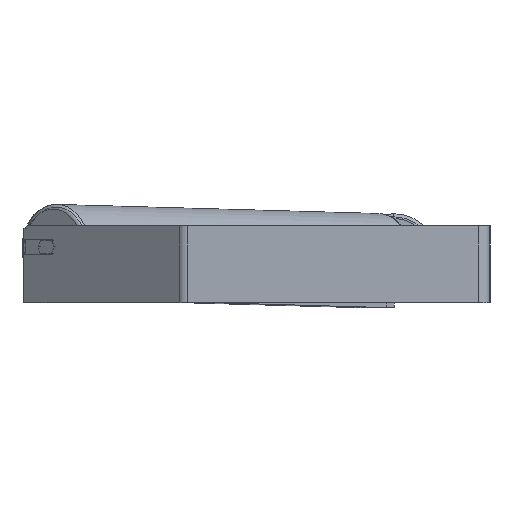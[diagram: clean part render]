
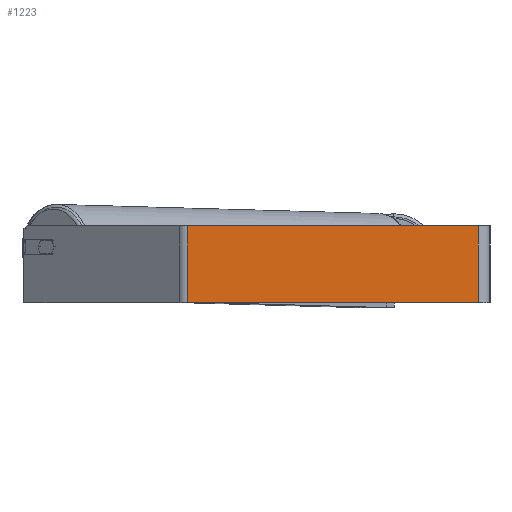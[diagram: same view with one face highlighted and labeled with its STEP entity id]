
A CAD part, left-side view. The second image highlights one B-rep face of the part: STEP entity #1223.
In plain terms, the highlighted planar face has unit normal (-1, 0, 0).
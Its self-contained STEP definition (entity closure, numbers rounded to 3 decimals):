
#11 = AXIS2_PLACEMENT_3D ( 'NONE', #1813, #9155, #3334 ) ;
#78 = EDGE_LOOP ( 'NONE', ( #4459, #1741, #3736, #5816 ) ) ;
#373 = VECTOR ( 'NONE', #3972, 1000. ) ;
#383 = FACE_OUTER_BOUND ( 'NONE', #78, .T. ) ;
#391 = VECTOR ( 'NONE', #2222, 1000. ) ;
#426 = CARTESIAN_POINT ( 'NONE',  ( -840., 12., -40. ) ) ;
#674 = DIRECTION ( 'NONE',  ( 0., -1., 0. ) ) ;
#1078 = CARTESIAN_POINT ( 'NONE',  ( -840., 12., 40. ) ) ;
#1223 = ADVANCED_FACE ( 'NONE', ( #383 ), #7632, .F. ) ;
#1426 = CARTESIAN_POINT ( 'NONE',  ( -840., 319.095, -40. ) ) ;
#1741 = ORIENTED_EDGE ( 'NONE', *, *, #5444, .F. ) ;
#1813 = CARTESIAN_POINT ( 'NONE',  ( -840., 319.095, 40. ) ) ;
#1836 = EDGE_CURVE ( 'NONE', #2830, #8364, #2397, .T. ) ;
#2222 = DIRECTION ( 'NONE',  ( 0., 0., -1. ) ) ;
#2397 = LINE ( 'NONE', #3915, #5643 ) ;
#2796 = VERTEX_POINT ( 'NONE', #426 ) ;
#2830 = VERTEX_POINT ( 'NONE', #9194 ) ;
#3334 = DIRECTION ( 'NONE',  ( 0., 0., -1. ) ) ;
#3597 = EDGE_CURVE ( 'NONE', #9282, #2796, #4895, .T. ) ;
#3736 = ORIENTED_EDGE ( 'NONE', *, *, #1836, .F. ) ;
#3915 = CARTESIAN_POINT ( 'NONE',  ( -840., 319.095, 40. ) ) ;
#3972 = DIRECTION ( 'NONE',  ( 0., 0., -1. ) ) ;
#4459 = ORIENTED_EDGE ( 'NONE', *, *, #3597, .T. ) ;
#4895 = LINE ( 'NONE', #1426, #7772 ) ;
#5444 = EDGE_CURVE ( 'NONE', #8364, #2796, #8337, .T. ) ;
#5643 = VECTOR ( 'NONE', #8232, 1000. ) ;
#5816 = ORIENTED_EDGE ( 'NONE', *, *, #6361, .T. ) ;
#6000 = CARTESIAN_POINT ( 'NONE',  ( -840., 12., 40. ) ) ;
#6361 = EDGE_CURVE ( 'NONE', #2830, #9282, #7391, .T. ) ;
#7391 = LINE ( 'NONE', #8719, #391 ) ;
#7632 = PLANE ( 'NONE',  #11 ) ;
#7772 = VECTOR ( 'NONE', #674, 1000. ) ;
#8232 = DIRECTION ( 'NONE',  ( 0., -1., 0. ) ) ;
#8337 = LINE ( 'NONE', #1078, #373 ) ;
#8364 = VERTEX_POINT ( 'NONE', #6000 ) ;
#8431 = CARTESIAN_POINT ( 'NONE',  ( -840., 314.728, -40. ) ) ;
#8719 = CARTESIAN_POINT ( 'NONE',  ( -840., 314.728, 40. ) ) ;
#9155 = DIRECTION ( 'NONE',  ( 1., 0., 0. ) ) ;
#9194 = CARTESIAN_POINT ( 'NONE',  ( -840., 314.728, 40. ) ) ;
#9282 = VERTEX_POINT ( 'NONE', #8431 ) ;
